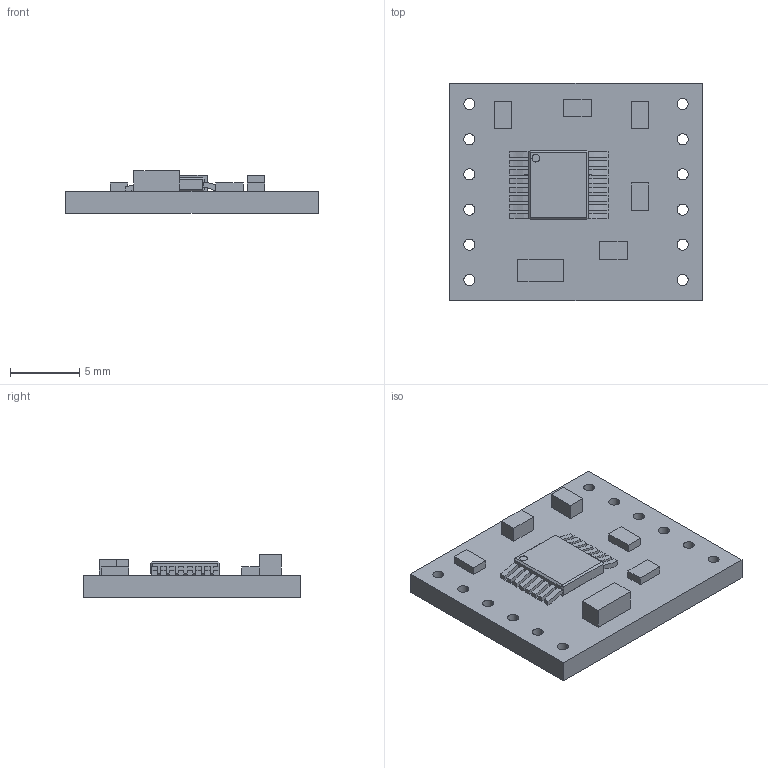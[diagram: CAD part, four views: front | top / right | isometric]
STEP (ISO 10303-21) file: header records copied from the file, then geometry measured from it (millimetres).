
FILE_DESCRIPTION (( 'STEP AP203' ), '1' );
FILE_NAME ('DRV8833.STEP', '2021-09-20T21:02:14', ( '' ), ( '' ), 'SwSTEP 2.0', 'SolidWorks 2020', '' );
FILE_SCHEMA (( 'CONFIG_CONTROL_DESIGN' ));
Length unit declared in the file: millimetre
Products named in the file (1): DRV8833
Bounding box: 18.2 x 15.7 x 3.1 mm (x, y, z)
Volume: 490.3 mm3; surface area: 852 mm2
Topology: 2 solids, 2 shells, 169 faces, 414 edges, 268 vertices
Faces by surface type: plane 111, bspline 32, cylinder 26
Entity records: 5211 total; most frequent: CARTESIAN_POINT 1292, ORIENTED_EDGE 828, DIRECTION 670, EDGE_CURVE 414, LINE 290, VECTOR 290, VERTEX_POINT 268, EDGE_LOOP 212
